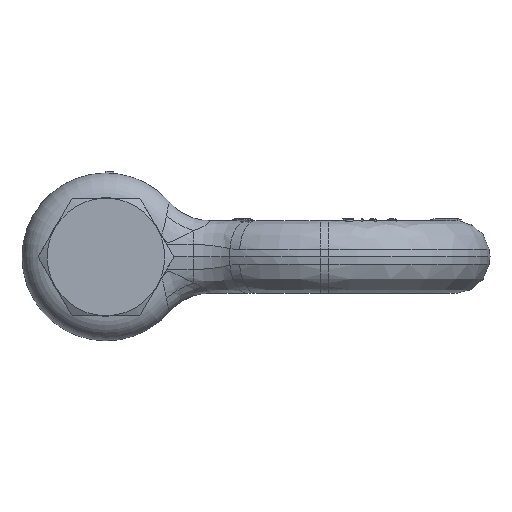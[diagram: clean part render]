
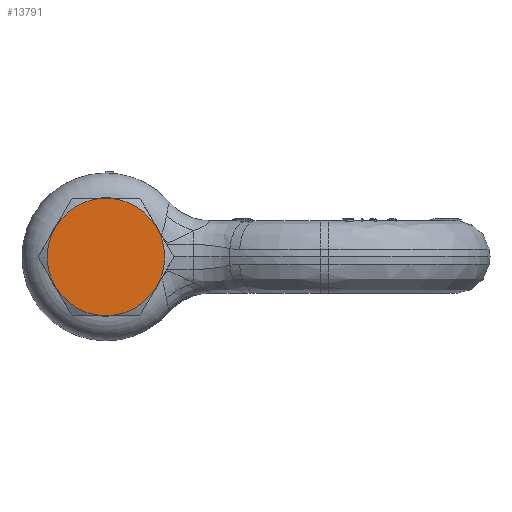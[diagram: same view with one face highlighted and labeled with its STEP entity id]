
A CAD part, left-side view. The second image highlights one B-rep face of the part: STEP entity #13791.
In plain terms, the highlighted planar face has unit normal (-1, 0, 0).
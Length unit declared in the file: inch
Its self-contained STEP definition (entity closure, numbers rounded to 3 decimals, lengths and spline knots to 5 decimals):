
#5526=CARTESIAN_POINT('',(-2.69347,0.,0.));
#5527=DIRECTION('',(-1.,0.,0.));
#5528=DIRECTION('',(0.,0.,-1.));
#5529=AXIS2_PLACEMENT_3D('',#5526,#5527,#5528);
#5531=CARTESIAN_POINT('',(-2.69347,0.,0.));
#5532=DIRECTION('',(-1.,0.,0.));
#5533=DIRECTION('',(0.,0.866,-0.5));
#5534=AXIS2_PLACEMENT_3D('',#5531,#5532,#5533);
#5536=CARTESIAN_POINT('',(-2.69347,0.,0.));
#5537=DIRECTION('',(-1.,0.,0.));
#5538=DIRECTION('',(0.,0.866,0.5));
#5539=AXIS2_PLACEMENT_3D('',#5536,#5537,#5538);
#5541=CARTESIAN_POINT('',(-2.69347,0.,0.));
#5542=DIRECTION('',(-1.,0.,0.));
#5543=DIRECTION('',(0.,0.,1.));
#5544=AXIS2_PLACEMENT_3D('',#5541,#5542,#5543);
#5546=CARTESIAN_POINT('',(-2.69347,0.,0.));
#5547=DIRECTION('',(-1.,0.,0.));
#5548=DIRECTION('',(0.,-0.866,0.5));
#5549=AXIS2_PLACEMENT_3D('',#5546,#5547,#5548);
#5551=CARTESIAN_POINT('',(-2.69347,0.,0.));
#5552=DIRECTION('',(-1.,0.,0.));
#5553=DIRECTION('',(0.,-0.866,-0.5));
#5554=AXIS2_PLACEMENT_3D('',#5551,#5552,#5553);
#6221=CARTESIAN_POINT('',(-2.69347,0.,-0.9375));
#6222=CARTESIAN_POINT('',(-2.69347,-0.8119,
-0.46875));
#6223=VERTEX_POINT('',#6221);
#6224=VERTEX_POINT('',#6222);
#6225=CARTESIAN_POINT('',(-2.69347,-0.8119,
0.46875));
#6226=VERTEX_POINT('',#6225);
#6227=CARTESIAN_POINT('',(-2.69347,0.,0.9375));
#6228=VERTEX_POINT('',#6227);
#6229=CARTESIAN_POINT('',(-2.69347,0.8119,
0.46875));
#6230=VERTEX_POINT('',#6229);
#6231=CARTESIAN_POINT('',(-2.69347,0.8119,
-0.46875));
#6232=VERTEX_POINT('',#6231);
#13775=CARTESIAN_POINT('',(-2.69347,0.,0.));
#13776=DIRECTION('',(-1.,0.,0.));
#13777=DIRECTION('',(0.,0.,1.));
#13778=AXIS2_PLACEMENT_3D('',#13775,#13776,#13777);
#13779=PLANE('',#13778);
#13780=ORIENTED_EDGE('',*,*,#13745,.F.);
#13782=ORIENTED_EDGE('',*,*,#13781,.F.);
#13784=ORIENTED_EDGE('',*,*,#13783,.F.);
#13786=ORIENTED_EDGE('',*,*,#13785,.F.);
#13787=ORIENTED_EDGE('',*,*,#13770,.F.);
#13788=ORIENTED_EDGE('',*,*,#13757,.F.);
#13789=EDGE_LOOP('',(#13780,#13782,#13784,#13786,#13787,#13788));
#13790=FACE_OUTER_BOUND('',#13789,.F.);
#13791=ADVANCED_FACE('',(#13790),#13779,.T.);
#5530=CIRCLE('',#5529,0.9375);
#5535=CIRCLE('',#5534,0.9375);
#5540=CIRCLE('',#5539,0.9375);
#5545=CIRCLE('',#5544,0.9375);
#5550=CIRCLE('',#5549,0.9375);
#5555=CIRCLE('',#5554,0.9375);
#13745=EDGE_CURVE('',#6223,#6224,#5530,.T.);
#13757=EDGE_CURVE('',#6224,#6226,#5555,.T.);
#13770=EDGE_CURVE('',#6226,#6228,#5550,.T.);
#13781=EDGE_CURVE('',#6232,#6223,#5535,.T.);
#13783=EDGE_CURVE('',#6230,#6232,#5540,.T.);
#13785=EDGE_CURVE('',#6228,#6230,#5545,.T.);
